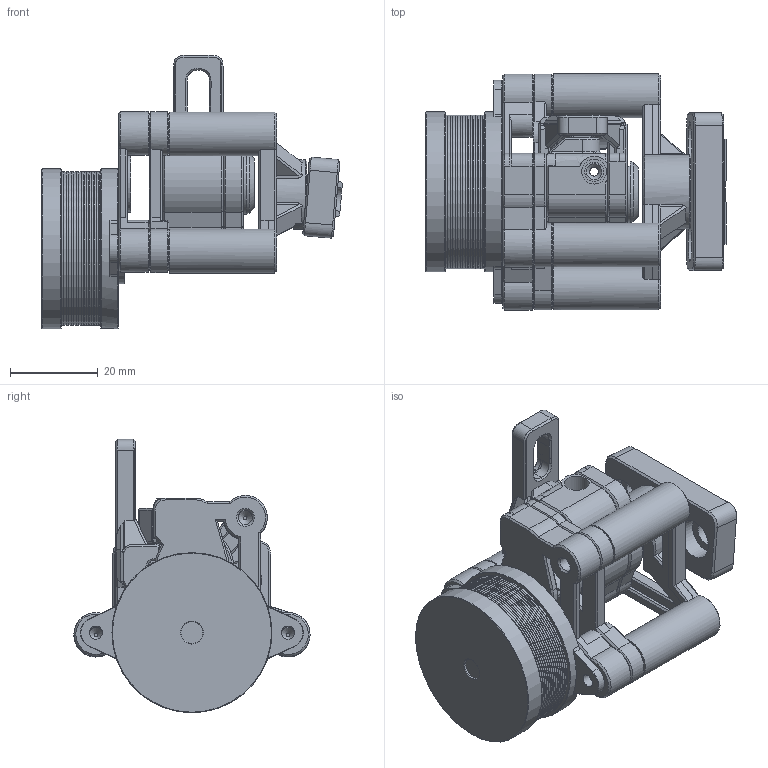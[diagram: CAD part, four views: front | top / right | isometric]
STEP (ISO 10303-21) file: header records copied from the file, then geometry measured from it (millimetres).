
FILE_DESCRIPTION(/* description */ ('STEP AP242','CAx-IF Rec.Pracs.---Representation and Presentation of Product Manufacturing Information (PMI)---4.0---2014-10-13','CAx-IF Rec.Pracs.---3D Tessellated Geometry---0.4---2014-09-14','2;1'),/* implementation_level */ '2;1');
FILE_NAME(/* name */ '62e44c53da23c73a67c908ad',/* time_stamp */ '2022-07-29T21:08:38+00:00',/* author */ (''),/* organization */ (''),/* preprocessor_version */ 'ST-DEVELOPER v18.102',/* originating_system */ ' ',/* authorisation */ ' ');
FILE_SCHEMA (('AP242_MANAGED_MODEL_BASED_3D_ENGINEERING_MIM_LF { 1 0 10303 442 1 1 4 }'));
Length unit declared in the file: metre
Products named in the file (9): Assembly 1; NEMA14_10t^sherpa_mini_a3_r9c; Part 2; Main Body - Core; Part 4; Main Body -Base; Transmission Plate; Rotator
Assembly tree (8 placements, depth 2):
  Assembly 1
    NEMA14_10t^sherpa_mini_a3_r9c
    Part 2
    Main Body - Core
    Part 4
    Main Body -Base
    Transmission Plate
    Main Body - Core
    Rotator
Bounding box: 68.63 x 53.88 x 62.35 mm (x, y, z)
Volume: 41256.3 mm3; surface area: 25586.3 mm2
Topology: 7 solids, 14 shells, 1255 faces, 3159 edges, 1946 vertices
Faces by surface type: plane 653, cylinder 231, cone 189, bspline 177, torus 5
Full cylindrical faces by diameter (mm): 2 x3, 3 x3, 3.2 x1, 3.25 x9, 3.4 x4, 3.6 x2, 4.4 x2, 4.7 x12, 5 x1, 5.5 x2, 5.65 x2, 6 x1, 6.25 x4, 6.5 x1, 7.75 x1, 8 x1, 9 x2, 9.3 x1, 10 x5, 13.3 x1, 16 x1, 35 x16, 36.5 x2
Entity records: 40831 total; most frequent: CARTESIAN_POINT 12686, ORIENTED_EDGE 5870, DIRECTION 5301, EDGE_CURVE 2935, VERTEX_POINT 1877, AXIS2_PLACEMENT_3D 1846, LINE 1609, VECTOR 1609
